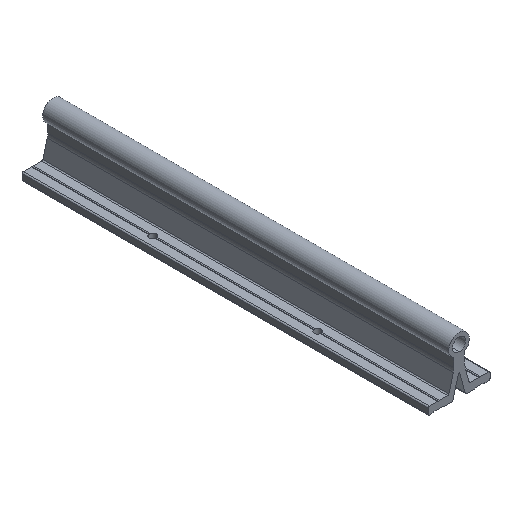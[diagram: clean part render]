
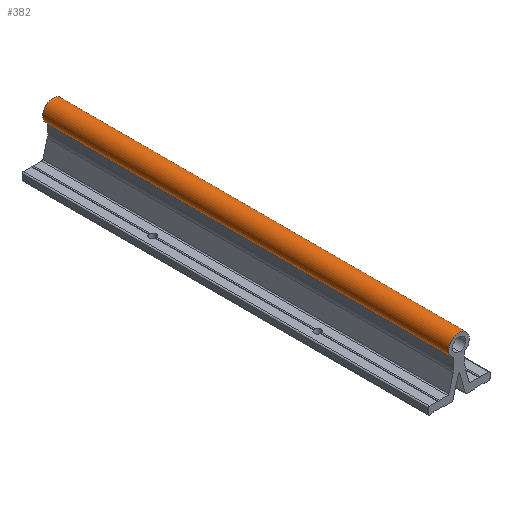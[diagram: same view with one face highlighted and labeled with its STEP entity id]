
A CAD part, isometric view. The second image highlights one B-rep face of the part: STEP entity #382.
In plain terms, the highlighted cylindrical face has radius 6.35 mm (diameter 12.7 mm), a partial arc.
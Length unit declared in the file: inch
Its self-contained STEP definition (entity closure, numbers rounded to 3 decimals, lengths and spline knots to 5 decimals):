
#9 = ORIENTED_EDGE ( 'NONE', *, *, #1315, .T. ) ;
#53 = EDGE_CURVE ( 'NONE', #1538, #714, #314, .T. ) ;
#135 = CARTESIAN_POINT ( 'NONE',  ( 0.126, -0.02874, 0.90907 ) ) ;
#241 = FACE_OUTER_BOUND ( 'NONE', #689, .T. ) ;
#308 = VECTOR ( 'NONE', #659, 39.37008 ) ;
#314 = CIRCLE ( 'NONE', #369, 0.25 ) ;
#315 = CARTESIAN_POINT ( 'NONE',  ( 0., -0.02874, 1.125 ) ) ;
#369 = AXIS2_PLACEMENT_3D ( 'NONE', #1729, #901, #597 ) ;
#382 = ADVANCED_FACE ( 'NONE', ( #241 ), #1929, .T. ) ;
#418 = EDGE_CURVE ( 'NONE', #1538, #583, #457, .T. ) ;
#457 = LINE ( 'NONE', #709, #1419 ) ;
#541 = DIRECTION ( 'NONE',  ( 0., 0., -1. ) ) ;
#583 = VERTEX_POINT ( 'NONE', #135 ) ;
#597 = DIRECTION ( 'NONE',  ( 0., 0., 1. ) ) ;
#632 = DIRECTION ( 'NONE',  ( 0., 0., -1. ) ) ;
#659 = DIRECTION ( 'NONE',  ( 0., -1., 0. ) ) ;
#689 = EDGE_LOOP ( 'NONE', ( #1024, #1091, #9, #1140 ) ) ;
#709 = CARTESIAN_POINT ( 'NONE',  ( 0.126, 0., 0.90907 ) ) ;
#714 = VERTEX_POINT ( 'NONE', #2100 ) ;
#864 = DIRECTION ( 'NONE',  ( 0., -1., 0. ) ) ;
#878 = DIRECTION ( 'NONE',  ( 0., 1., 0. ) ) ;
#891 = CIRCLE ( 'NONE', #1005, 0.25 ) ;
#901 = DIRECTION ( 'NONE',  ( 0., -1., 0. ) ) ;
#1005 = AXIS2_PLACEMENT_3D ( 'NONE', #315, #1597, #632 ) ;
#1024 = ORIENTED_EDGE ( 'NONE', *, *, #418, .T. ) ;
#1091 = ORIENTED_EDGE ( 'NONE', *, *, #1201, .F. ) ;
#1140 = ORIENTED_EDGE ( 'NONE', *, *, #53, .F. ) ;
#1201 = EDGE_CURVE ( 'NONE', #1427, #583, #891, .T. ) ;
#1205 = CARTESIAN_POINT ( 'NONE',  ( -0.126, -0.02874, 0.90907 ) ) ;
#1242 = AXIS2_PLACEMENT_3D ( 'NONE', #1693, #864, #541 ) ;
#1315 = EDGE_CURVE ( 'NONE', #1427, #714, #1926, .T. ) ;
#1419 = VECTOR ( 'NONE', #878, 39.37008 ) ;
#1427 = VERTEX_POINT ( 'NONE', #1205 ) ;
#1538 = VERTEX_POINT ( 'NONE', #1704 ) ;
#1597 = DIRECTION ( 'NONE',  ( 0., 1., 0. ) ) ;
#1623 = CARTESIAN_POINT ( 'NONE',  ( -0.126, 0., 0.90907 ) ) ;
#1693 = CARTESIAN_POINT ( 'NONE',  ( 0., 0., 1.125 ) ) ;
#1704 = CARTESIAN_POINT ( 'NONE',  ( 0.126, -9.87126, 0.90907 ) ) ;
#1729 = CARTESIAN_POINT ( 'NONE',  ( 0., -9.87126, 1.125 ) ) ;
#1926 = LINE ( 'NONE', #1623, #308 ) ;
#1929 = CYLINDRICAL_SURFACE ( 'NONE', #1242, 0.25 ) ;
#2100 = CARTESIAN_POINT ( 'NONE',  ( -0.126, -9.87126, 0.90907 ) ) ;
